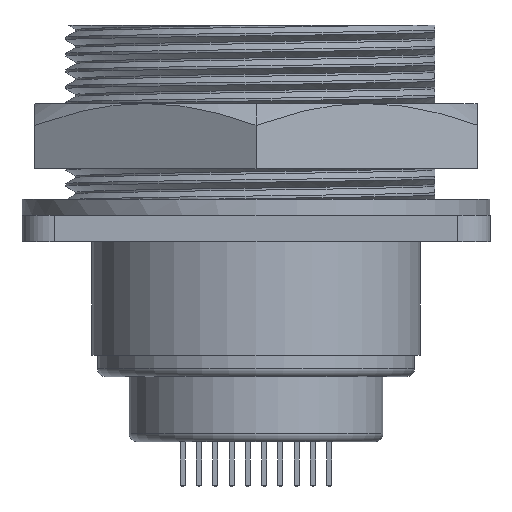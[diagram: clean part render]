
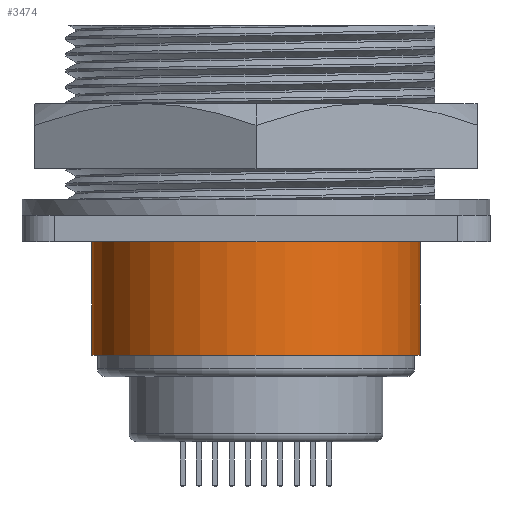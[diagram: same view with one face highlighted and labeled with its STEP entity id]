
A CAD part, front view. The second image highlights one B-rep face of the part: STEP entity #3474.
In plain terms, the highlighted cylindrical face has radius 12.827 mm (diameter 25.654 mm), a partial arc.
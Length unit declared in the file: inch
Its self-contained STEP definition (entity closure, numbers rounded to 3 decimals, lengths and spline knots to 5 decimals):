
#383 = VECTOR ( 'NONE', #18948, 39.37008 ) ;
#2234 = CYLINDRICAL_SURFACE ( 'NONE', #25220, 0.505 ) ;
#2564 = EDGE_CURVE ( 'NONE', #4510, #19074, #11588, .T. ) ;
#2773 = DIRECTION ( 'NONE',  ( 0., 0., 1. ) ) ;
#3368 = ORIENTED_EDGE ( 'NONE', *, *, #18877, .F. ) ;
#3474 = ADVANCED_FACE ( 'NONE', ( #18740 ), #2234, .T. ) ;
#3597 = VERTEX_POINT ( 'NONE', #12900 ) ;
#4510 = VERTEX_POINT ( 'NONE', #7176 ) ;
#4922 = ORIENTED_EDGE ( 'NONE', *, *, #10167, .F. ) ;
#5043 = CARTESIAN_POINT ( 'NONE',  ( 0.505, 0., 1.58958 ) ) ;
#5392 = VECTOR ( 'NONE', #8427, 39.37008 ) ;
#7117 = CARTESIAN_POINT ( 'NONE',  ( 0., 0., -0.3499 ) ) ;
#7176 = CARTESIAN_POINT ( 'NONE',  ( 0.505, 0., 0. ) ) ;
#8427 = DIRECTION ( 'NONE',  ( 0., 0., -1. ) ) ;
#8667 = CARTESIAN_POINT ( 'NONE',  ( 0., 0., 1.58958 ) ) ;
#8685 = AXIS2_PLACEMENT_3D ( 'NONE', #7117, #21027, #9141 ) ;
#9141 = DIRECTION ( 'NONE',  ( -1., 0., 0. ) ) ;
#10167 = EDGE_CURVE ( 'NONE', #19074, #19051, #23754, .T. ) ;
#10660 = DIRECTION ( 'NONE',  ( -1., 0., 0. ) ) ;
#10701 = LINE ( 'NONE', #16301, #5392 ) ;
#11497 = ORIENTED_EDGE ( 'NONE', *, *, #20777, .T. ) ;
#11588 = LINE ( 'NONE', #5043, #383 ) ;
#12900 = CARTESIAN_POINT ( 'NONE',  ( -0.505, 0., 0. ) ) ;
#13480 = CARTESIAN_POINT ( 'NONE',  ( 0.505, 0., -0.3499 ) ) ;
#14691 = CARTESIAN_POINT ( 'NONE',  ( 0., 0., 0. ) ) ;
#15116 = CIRCLE ( 'NONE', #17113, 0.505 ) ;
#16301 = CARTESIAN_POINT ( 'NONE',  ( -0.505, 0., 1.58958 ) ) ;
#16686 = DIRECTION ( 'NONE',  ( -1., 0., 0. ) ) ;
#17113 = AXIS2_PLACEMENT_3D ( 'NONE', #14691, #2773, #16686 ) ;
#18740 = FACE_OUTER_BOUND ( 'NONE', #20362, .T. ) ;
#18877 = EDGE_CURVE ( 'NONE', #3597, #4510, #15116, .T. ) ;
#18948 = DIRECTION ( 'NONE',  ( 0., 0., -1. ) ) ;
#19051 = VERTEX_POINT ( 'NONE', #19116 ) ;
#19074 = VERTEX_POINT ( 'NONE', #13480 ) ;
#19116 = CARTESIAN_POINT ( 'NONE',  ( -0.505, 0., -0.3499 ) ) ;
#20362 = EDGE_LOOP ( 'NONE', ( #24442, #3368, #11497, #4922 ) ) ;
#20777 = EDGE_CURVE ( 'NONE', #3597, #19051, #10701, .T. ) ;
#21027 = DIRECTION ( 'NONE',  ( 0., 0., -1. ) ) ;
#22549 = DIRECTION ( 'NONE',  ( 0., 0., -1. ) ) ;
#23754 = CIRCLE ( 'NONE', #8685, 0.505 ) ;
#24442 = ORIENTED_EDGE ( 'NONE', *, *, #2564, .F. ) ;
#25220 = AXIS2_PLACEMENT_3D ( 'NONE', #8667, #22549, #10660 ) ;
